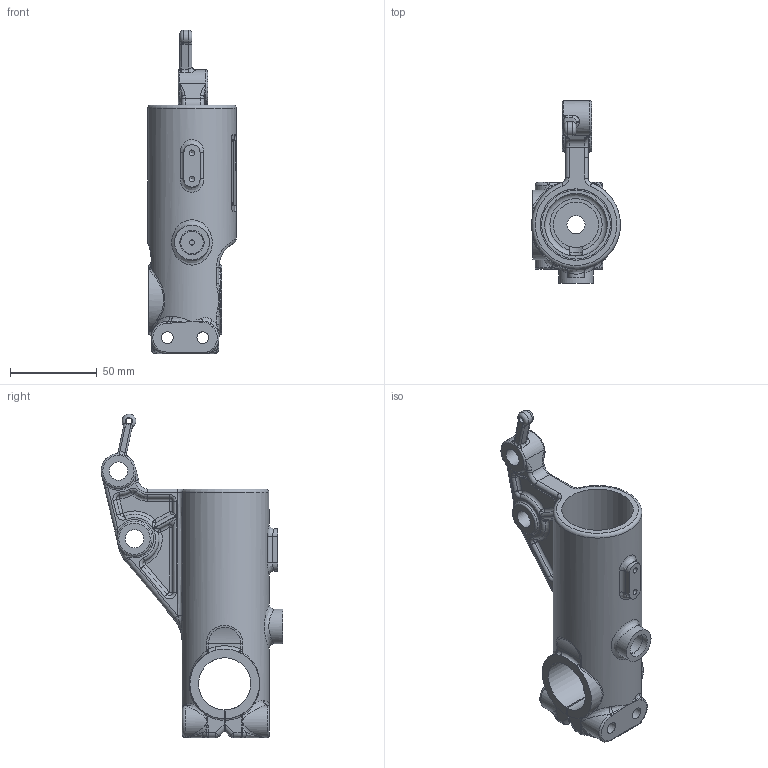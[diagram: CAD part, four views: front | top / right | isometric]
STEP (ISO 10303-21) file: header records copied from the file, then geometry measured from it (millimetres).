
FILE_DESCRIPTION(('STEP AP214'),'1');
FILE_NAME('support - monobloc.stp','2018-03-19T18:29:16',(' '),(' '),'Spatial InterOp 3D',' ',' ');
FILE_SCHEMA(('automotive_design'));
Length unit declared in the file: millimetre
Products named in the file (1): support - monobloc
Bounding box: 51 x 104.57 x 186 mm (x, y, z)
Volume: 182353.1 mm3; surface area: 52636 mm2
Topology: 1 solids, 5 shells, 449 faces, 1106 edges, 607 vertices
Faces by surface type: bspline 142, cylinder 125, plane 74, torus 70, sphere 32, cone 6
Full cylindrical faces by diameter (mm): 3 x1, 3.3 x3, 6.8 x2, 8.5 x2, 10.5 x3, 13 x1, 14 x1, 16 x1, 20 x1, 36 x1, 39.5 x1, 41 x3
Entity records: 31941 total; most frequent: CARTESIAN_POINT 19331, ORIENTED_EDGE 1962, DIRECTION 1721, EDGE_CURVE 981, AXIS2_PLACEMENT_3D 760, VERTEX_POINT 589, EDGE_LOOP 510, FACE_OUTER_BOUND 476
